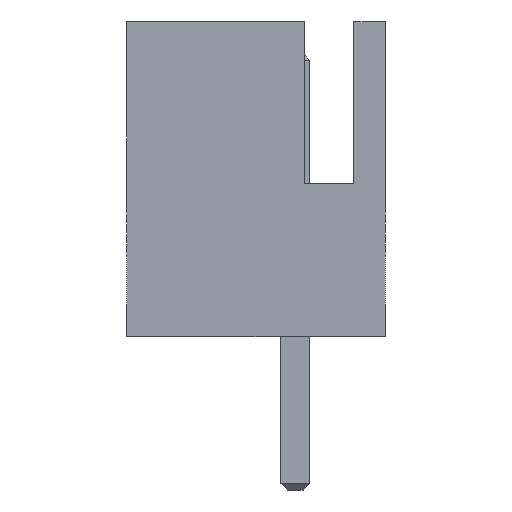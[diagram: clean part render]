
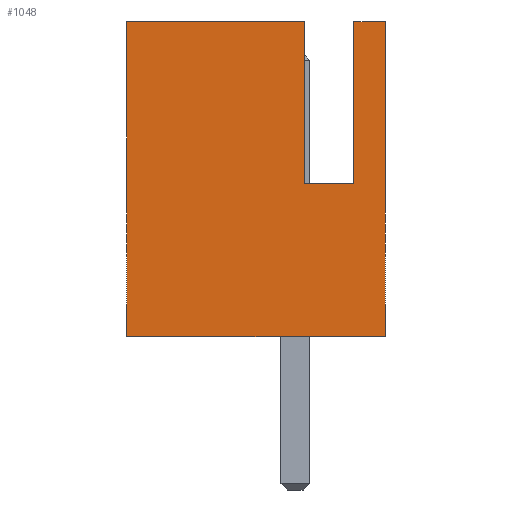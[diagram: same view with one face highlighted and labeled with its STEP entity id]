
A CAD part, left-side view. The second image highlights one B-rep face of the part: STEP entity #1048.
In plain terms, the highlighted planar face has unit normal (-1, 0, 0).
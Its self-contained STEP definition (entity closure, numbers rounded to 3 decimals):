
#227 = EDGE_CURVE ( 'NONE', #5754, #7011, #4083, .T. ) ;
#232 = ORIENTED_EDGE ( 'NONE', *, *, #928, .F. ) ;
#343 = LINE ( 'NONE', #1978, #3678 ) ;
#580 = DIRECTION ( 'NONE',  ( 0., 0., 1. ) ) ;
#657 = CARTESIAN_POINT ( 'NONE',  ( -12.45, -2.875, 0. ) ) ;
#705 = CARTESIAN_POINT ( 'NONE',  ( -12.45, -2.875, 7. ) ) ;
#747 = VECTOR ( 'NONE', #3412, 1000. ) ;
#928 = EDGE_CURVE ( 'NONE', #1526, #4911, #3228, .T. ) ;
#1048 = ADVANCED_FACE ( 'NONE', ( #5636 ), #4549, .F. ) ;
#1368 = DIRECTION ( 'NONE',  ( 0., -1., 0. ) ) ;
#1404 = DIRECTION ( 'NONE',  ( 0., -1., 0. ) ) ;
#1526 = VERTEX_POINT ( 'NONE', #1786 ) ;
#1550 = EDGE_CURVE ( 'NONE', #3180, #2470, #6793, .T. ) ;
#1628 = VECTOR ( 'NONE', #1368, 1000. ) ;
#1686 = VECTOR ( 'NONE', #1806, 1000. ) ;
#1786 = CARTESIAN_POINT ( 'NONE',  ( -12.45, -2.875, 7. ) ) ;
#1806 = DIRECTION ( 'NONE',  ( 0., 0., -1. ) ) ;
#1823 = CARTESIAN_POINT ( 'NONE',  ( -12.45, -1.075, 7. ) ) ;
#1962 = EDGE_CURVE ( 'NONE', #4142, #1526, #6331, .T. ) ;
#1978 = CARTESIAN_POINT ( 'NONE',  ( -12.45, -2.875, 7. ) ) ;
#2186 = VECTOR ( 'NONE', #5935, 1000. ) ;
#2202 = CARTESIAN_POINT ( 'NONE',  ( -12.45, 2.875, 7. ) ) ;
#2210 = CARTESIAN_POINT ( 'NONE',  ( -12.45, -1.075, 7. ) ) ;
#2254 = ORIENTED_EDGE ( 'NONE', *, *, #227, .T. ) ;
#2470 = VERTEX_POINT ( 'NONE', #4459 ) ;
#2483 = CARTESIAN_POINT ( 'NONE',  ( -12.45, -2.875, 0. ) ) ;
#2538 = CARTESIAN_POINT ( 'NONE',  ( -12.45, -2.175, 3.4 ) ) ;
#2633 = CARTESIAN_POINT ( 'NONE',  ( -12.45, -2.175, 7. ) ) ;
#2941 = CARTESIAN_POINT ( 'NONE',  ( -12.45, 2.875, 0. ) ) ;
#3101 = EDGE_CURVE ( 'NONE', #4717, #4142, #6132, .T. ) ;
#3114 = ORIENTED_EDGE ( 'NONE', *, *, #1550, .F. ) ;
#3180 = VERTEX_POINT ( 'NONE', #2210 ) ;
#3202 = EDGE_CURVE ( 'NONE', #7011, #4911, #5194, .T. ) ;
#3228 = LINE ( 'NONE', #3307, #5808 ) ;
#3307 = CARTESIAN_POINT ( 'NONE',  ( -12.45, -2.875, 7. ) ) ;
#3412 = DIRECTION ( 'NONE',  ( 0., -1., 0. ) ) ;
#3421 = DIRECTION ( 'NONE',  ( 0., 0., -1. ) ) ;
#3630 = VECTOR ( 'NONE', #580, 1000. ) ;
#3634 = ORIENTED_EDGE ( 'NONE', *, *, #3101, .F. ) ;
#3678 = VECTOR ( 'NONE', #1404, 1000. ) ;
#4031 = ORIENTED_EDGE ( 'NONE', *, *, #3202, .T. ) ;
#4083 = LINE ( 'NONE', #6301, #1686 ) ;
#4082 = CARTESIAN_POINT ( 'NONE',  ( -12.45, -2.875, 7. ) ) ;
#4086 = VECTOR ( 'NONE', #5786, 1000. ) ;
#4142 = VERTEX_POINT ( 'NONE', #2633 ) ;
#4220 = AXIS2_PLACEMENT_3D ( 'NONE', #705, #6726, #3421 ) ;
#4459 = CARTESIAN_POINT ( 'NONE',  ( -12.45, -1.075, 3.4 ) ) ;
#4549 = PLANE ( 'NONE',  #4220 ) ;
#4646 = EDGE_LOOP ( 'NONE', ( #4926, #3634, #6374, #3114, #5266, #2254, #4031, #232 ) ) ;
#4717 = VERTEX_POINT ( 'NONE', #5075 ) ;
#4730 = LINE ( 'NONE', #2538, #4086 ) ;
#4911 = VERTEX_POINT ( 'NONE', #2483 ) ;
#4926 = ORIENTED_EDGE ( 'NONE', *, *, #1962, .F. ) ;
#5024 = DIRECTION ( 'NONE',  ( 0., 0., -1. ) ) ;
#5075 = CARTESIAN_POINT ( 'NONE',  ( -12.45, -2.175, 3.4 ) ) ;
#5194 = LINE ( 'NONE', #657, #747 ) ;
#5266 = ORIENTED_EDGE ( 'NONE', *, *, #6239, .F. ) ;
#5636 = FACE_OUTER_BOUND ( 'NONE', #4646, .T. ) ;
#5754 = VERTEX_POINT ( 'NONE', #2202 ) ;
#5786 = DIRECTION ( 'NONE',  ( 0., -1., 0. ) ) ;
#5808 = VECTOR ( 'NONE', #5024, 1000. ) ;
#5935 = DIRECTION ( 'NONE',  ( 0., 0., -1. ) ) ;
#6132 = LINE ( 'NONE', #6558, #3630 ) ;
#6239 = EDGE_CURVE ( 'NONE', #5754, #3180, #343, .T. ) ;
#6301 = CARTESIAN_POINT ( 'NONE',  ( -12.45, 2.875, 7. ) ) ;
#6331 = LINE ( 'NONE', #4082, #1628 ) ;
#6374 = ORIENTED_EDGE ( 'NONE', *, *, #6629, .F. ) ;
#6558 = CARTESIAN_POINT ( 'NONE',  ( -12.45, -2.175, 7. ) ) ;
#6629 = EDGE_CURVE ( 'NONE', #2470, #4717, #4730, .T. ) ;
#6726 = DIRECTION ( 'NONE',  ( 1., 0., 0. ) ) ;
#6793 = LINE ( 'NONE', #1823, #2186 ) ;
#7011 = VERTEX_POINT ( 'NONE', #2941 ) ;
